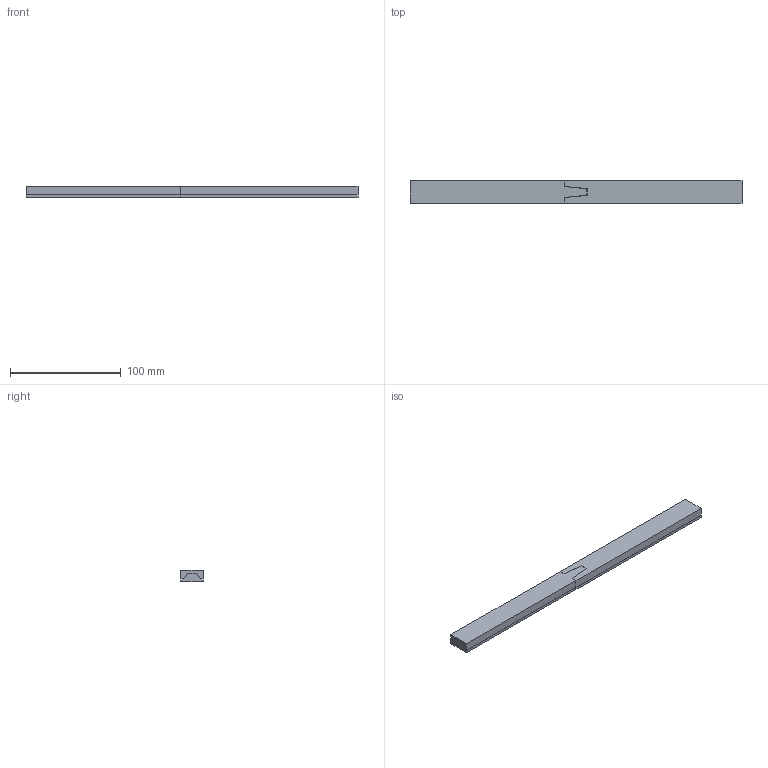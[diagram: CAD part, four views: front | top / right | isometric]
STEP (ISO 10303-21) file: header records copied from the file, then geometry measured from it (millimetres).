
FILE_DESCRIPTION(/* description */ (''),/* implementation_level */ '2;1');
FILE_NAME(/* name */ 'PoolHolder v3.step',/* time_stamp */ '2024-08-16T17:40:20+02:00',/* author */ (''),/* organization */ (''),/* preprocessor_version */ 'ST-DEVELOPER v20',/* originating_system */ 'Autodesk Translation Framework v13.14.0.145',/* authorisation */ '');
FILE_SCHEMA (('AUTOMOTIVE_DESIGN { 1 0 10303 214 3 1 1 }'));
Length unit declared in the file: millimetre
Products named in the file (1): PoolHolder
Bounding box: 300 x 20 x 10 mm (x, y, z)
Volume: 59191.8 mm3; surface area: 34600.4 mm2
Topology: 4 solids, 4 shells, 82 faces, 220 edges, 146 vertices
Faces by surface type: plane 82
Entity records: 2538 total; most frequent: CARTESIAN_POINT 449, ORIENTED_EDGE 440, DIRECTION 386, LINE 220, VECTOR 220, EDGE_CURVE 220, VERTEX_POINT 146, AXIS2_PLACEMENT_3D 83
